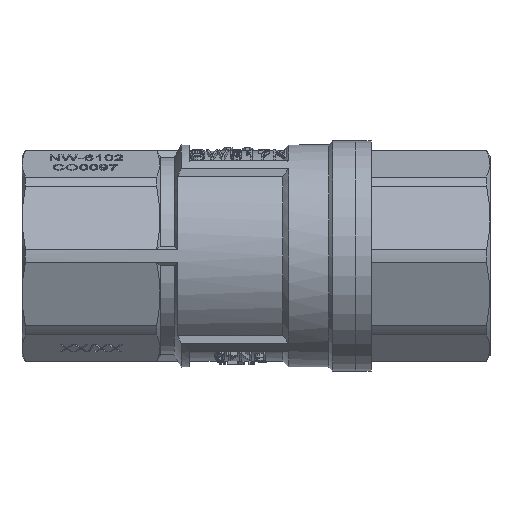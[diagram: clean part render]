
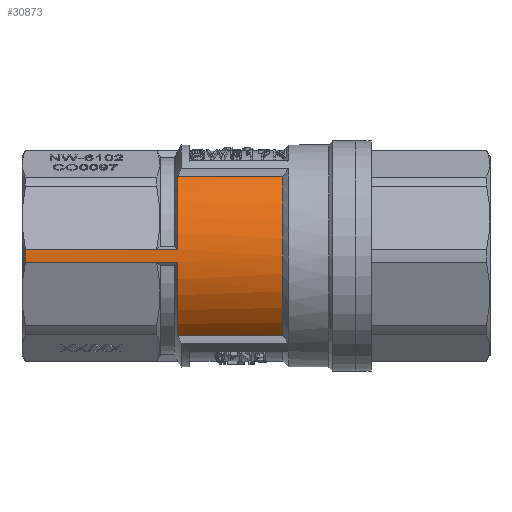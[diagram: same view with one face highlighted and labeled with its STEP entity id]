
A CAD part, front view. The second image highlights one B-rep face of the part: STEP entity #30873.
In plain terms, the highlighted cylindrical face has radius 13.75 mm (diameter 27.5 mm), a partial arc.
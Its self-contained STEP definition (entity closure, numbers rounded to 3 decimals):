
#1080=CYLINDRICAL_SURFACE('',#33006,13.75);
#1203=LINE('',#45092,#4654);
#1222=LINE('',#46883,#4673);
#1227=LINE('',#46914,#4678);
#1484=LINE('',#47752,#4935);
#1499=LINE('',#47995,#4950);
#1500=LINE('',#47997,#4951);
#4654=VECTOR('',#35704,1000.);
#4673=VECTOR('',#35933,1000.);
#4678=VECTOR('',#35950,1000.);
#4935=VECTOR('',#36255,1000.);
#4950=VECTOR('',#36302,1000.);
#4951=VECTOR('',#36305,1000.);
#9408=ORIENTED_EDGE('',*,*,#17586,.T.);
#9409=ORIENTED_EDGE('',*,*,#17699,.T.);
#9410=ORIENTED_EDGE('',*,*,#18032,.T.);
#9411=ORIENTED_EDGE('',*,*,#18033,.T.);
#9412=ORIENTED_EDGE('',*,*,#17680,.T.);
#9413=ORIENTED_EDGE('',*,*,#18006,.F.);
#9414=ORIENTED_EDGE('',*,*,#17726,.T.);
#9415=ORIENTED_EDGE('',*,*,#18373,.F.);
#9416=ORIENTED_EDGE('',*,*,#17717,.F.);
#9417=ORIENTED_EDGE('',*,*,#18377,.T.);
#17586=EDGE_CURVE('',#22179,#22180,#1203,.T.);
#17680=EDGE_CURVE('',#22272,#22271,#25285,.T.);
#17699=EDGE_CURVE('',#22180,#22290,#25294,.T.);
#17717=EDGE_CURVE('',#22304,#22305,#1222,.T.);
#17726=EDGE_CURVE('',#22312,#22313,#1227,.T.);
#18006=EDGE_CURVE('',#22312,#22271,#1484,.T.);
#18032=EDGE_CURVE('',#22290,#22587,#1499,.T.);
#18033=EDGE_CURVE('',#22587,#22272,#1500,.T.);
#18373=EDGE_CURVE('',#22305,#22313,#25333,.T.);
#18377=EDGE_CURVE('',#22304,#22179,#25335,.T.);
#22179=VERTEX_POINT('',#45093);
#22180=VERTEX_POINT('',#45094);
#22271=VERTEX_POINT('',#46340);
#22272=VERTEX_POINT('',#46342);
#22290=VERTEX_POINT('',#46739);
#22304=VERTEX_POINT('',#46882);
#22305=VERTEX_POINT('',#46884);
#22312=VERTEX_POINT('',#46915);
#22313=VERTEX_POINT('',#46916);
#22587=VERTEX_POINT('',#47978);
#25285=CIRCLE('',#32765,13.75);
#25294=CIRCLE('',#32775,13.75);
#25333=CIRCLE('',#32997,13.75);
#25335=CIRCLE('',#33004,13.75);
#25724=EDGE_LOOP('',(#9408,#9409,#9410,#9411,#9412,#9413,#9414,#9415,#9416,
#9417));
#27575=FACE_BOUND('',#25724,.T.);
#30873=ADVANCED_FACE('',(#27575),#1080,.T.);
#32765=AXIS2_PLACEMENT_3D('',#46341,#35891,#35892);
#32775=AXIS2_PLACEMENT_3D('',#46740,#35911,#35912);
#32997=AXIS2_PLACEMENT_3D('',#48723,#36816,#36817);
#33004=AXIS2_PLACEMENT_3D('',#48732,#36832,#36833);
#33006=AXIS2_PLACEMENT_3D('',#48734,#36836,#36837);
#35704=DIRECTION('',(-1.,0.,0.));
#35891=DIRECTION('',(1.,0.,0.));
#35892=DIRECTION('',(0.,-0.924,-0.383));
#35911=DIRECTION('',(1.,0.,0.));
#35912=DIRECTION('',(0.,-1.,0.));
#35933=DIRECTION('',(-1.,0.,0.));
#35950=DIRECTION('',(1.,0.,0.));
#36255=DIRECTION('',(-1.,0.,0.));
#36302=DIRECTION('',(-1.,0.,0.));
#36305=DIRECTION('',(-1.,0.,0.));
#36816=DIRECTION('',(-1.,0.,0.));
#36817=DIRECTION('',(0.,1.,0.));
#36832=DIRECTION('',(-1.,0.,0.));
#36833=DIRECTION('',(0.,1.,0.));
#36836=DIRECTION('',(-1.,0.,0.));
#36837=DIRECTION('',(0.,0.924,0.383));
#45092=CARTESIAN_POINT('',(-12.5,-9.,10.395));
#45093=CARTESIAN_POINT('',(3.5,-9.,10.395));
#45094=CARTESIAN_POINT('',(-10.186,-9.,10.395));
#46340=CARTESIAN_POINT('',(-30.05,-13.725,-0.837));
#46341=CARTESIAN_POINT('',(-30.05,0.,0.));
#46342=CARTESIAN_POINT('',(-30.05,-13.725,0.837));
#46739=CARTESIAN_POINT('',(-10.186,-13.725,0.837));
#46740=CARTESIAN_POINT('',(-10.186,0.,0.));
#46882=CARTESIAN_POINT('',(3.5,-9.,-10.395));
#46883=CARTESIAN_POINT('',(-12.5,-9.,-10.395));
#46884=CARTESIAN_POINT('',(-10.186,-9.,-10.395));
#46914=CARTESIAN_POINT('',(-12.5,-13.725,-0.837));
#46915=CARTESIAN_POINT('',(-12.95,-13.725,-0.837));
#46916=CARTESIAN_POINT('',(-10.186,-13.725,-0.837));
#47752=CARTESIAN_POINT('',(-21.5,-13.725,-0.837));
#47978=CARTESIAN_POINT('',(-12.95,-13.725,0.837));
#47995=CARTESIAN_POINT('',(-12.5,-13.725,0.837));
#47997=CARTESIAN_POINT('',(-21.5,-13.725,0.837));
#48723=CARTESIAN_POINT('',(-10.186,0.,0.));
#48732=CARTESIAN_POINT('',(3.5,0.,0.));
#48734=CARTESIAN_POINT('',(-12.5,0.,0.));
